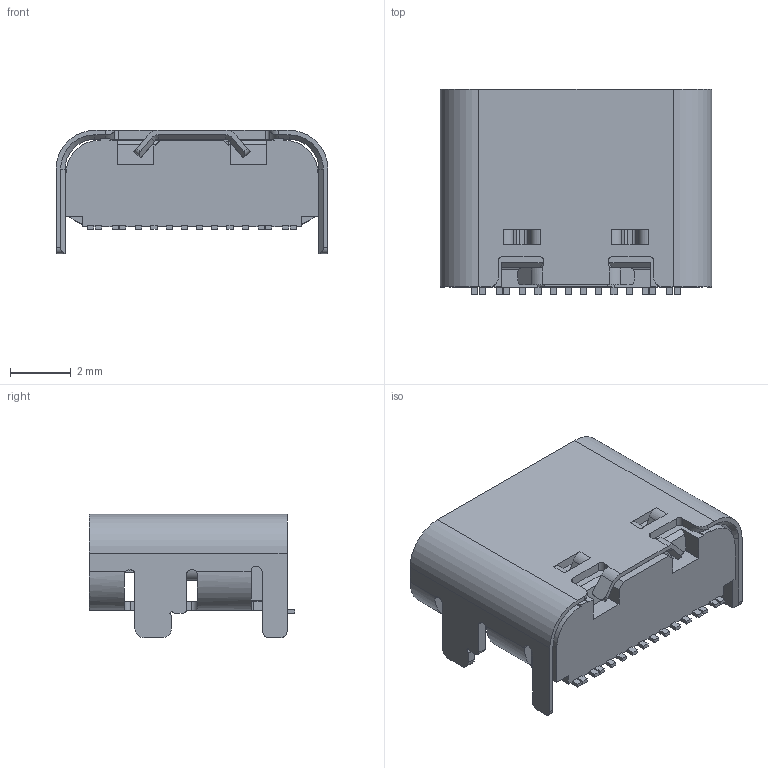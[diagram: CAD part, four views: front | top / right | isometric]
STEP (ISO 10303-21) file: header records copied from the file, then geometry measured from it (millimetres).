
FILE_DESCRIPTION(('FreeCAD Model'),'2;1');
FILE_NAME('Open CASCADE Shape Model','2021-04-28T17:14:11',('Author'),( ''),'Open CASCADE STEP processor 7.5','FreeCAD','Unknown');
FILE_SCHEMA(('AUTOMOTIVE_DESIGN { 1 0 10303 214 1 1 1 1 }'));
Length unit declared in the file: millimetre
Products named in the file (1): _171790001_cp
Bounding box: 8.94 x 6.75 x 4.06 mm (x, y, z)
Volume: 95.2 mm3; surface area: 437.1 mm2
Topology: 1 solids, 1 shells, 688 faces, 2098 edges, 1468 vertices
Faces by surface type: plane 478, cylinder 193, cone 13, bspline 4
Entity records: 23967 total; most frequent: CARTESIAN_POINT 4887, ORIENTED_EDGE 3940, DIRECTION 3643, EDGE_CURVE 1970, LINE 1579, VECTOR 1579, VERTEX_POINT 1284, AXIS2_PLACEMENT_3D 1032
